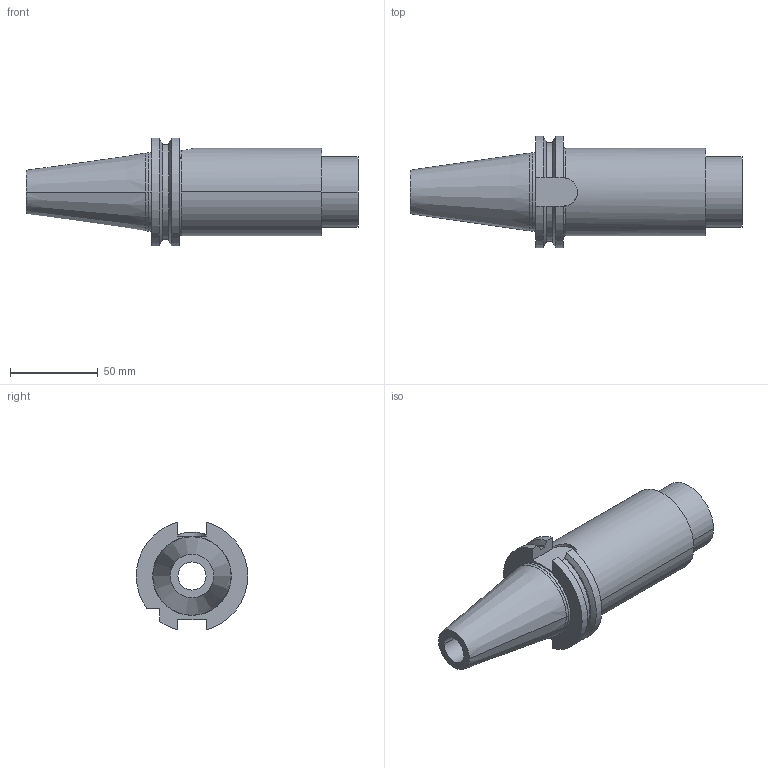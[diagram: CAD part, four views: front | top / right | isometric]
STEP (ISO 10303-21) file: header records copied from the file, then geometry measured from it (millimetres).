
FILE_DESCRIPTION((''),'2;1');
FILE_NAME('84414620','2020-01-28T10:05:31',('Thiemer'),(''),'CREO PARAMETRIC BY PTC INC, 2018400','CREO PARAMETRIC BY PTC INC, 2018400','');
FILE_SCHEMA(('AUTOMOTIVE_DESIGN { 1 0 10303 214 1 1 1 1 }'));
Length unit declared in the file: millimetre
Products named in the file (1): 84414620
Bounding box: 189.3 x 63.54 x 61.48 mm (x, y, z)
Volume: 238191 mm3; surface area: 43261.6 mm2
Topology: 1 solids, 1 shells, 59 faces, 149 edges, 97 vertices
Faces by surface type: plane 23, cylinder 22, cone 12, torus 2
Entity records: 2843 total; most frequent: CARTESIAN_POINT 433, DIRECTION 357, ORIENTED_EDGE 298, PRESENTATION_STYLE_ASSIGNMENT 177, STYLED_ITEM 177, CURVE_STYLE 176, EDGE_CURVE 149, AXIS2_PLACEMENT_3D 138
